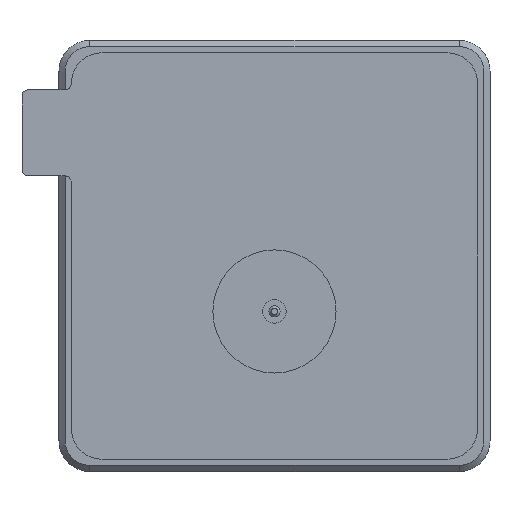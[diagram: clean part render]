
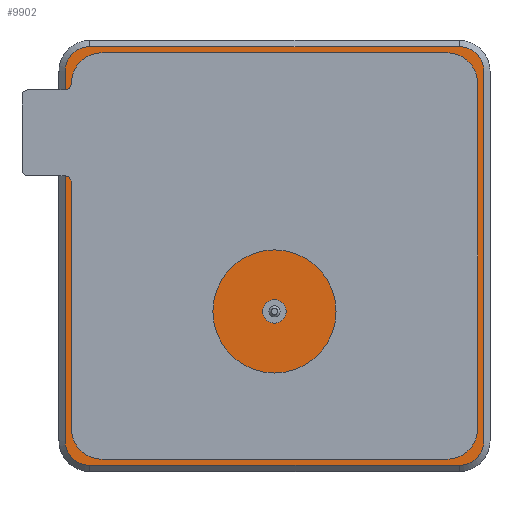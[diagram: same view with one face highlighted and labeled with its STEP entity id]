
A CAD part, front view. The second image highlights one B-rep face of the part: STEP entity #9902.
In plain terms, the highlighted planar face has unit normal (0, -1, 0).
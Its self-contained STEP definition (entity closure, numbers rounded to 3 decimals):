
#67 = DIRECTION ( 'NONE',  ( 0., -1., 0. ) ) ;
#313 = DIRECTION ( 'NONE',  ( 0., 0., 1. ) ) ;
#399 = DIRECTION ( 'NONE',  ( 1., 0., 0. ) ) ;
#424 = CARTESIAN_POINT ( 'NONE',  ( 0., 0., -5.45 ) ) ;
#461 = LINE ( 'NONE', #14436, #13610 ) ;
#573 = LINE ( 'NONE', #2811, #13531 ) ;
#756 = AXIS2_PLACEMENT_3D ( 'NONE', #3657, #12332, #4878 ) ;
#1149 = CARTESIAN_POINT ( 'NONE',  ( 15., 0., -15. ) ) ;
#1380 = EDGE_CURVE ( 'NONE', #9833, #13564, #2172, .T. ) ;
#1427 = EDGE_CURVE ( 'NONE', #8102, #16040, #5062, .T. ) ;
#1525 = ORIENTED_EDGE ( 'NONE', *, *, #13505, .F. ) ;
#1805 = CARTESIAN_POINT ( 'NONE',  ( 0., 0., -4.5 ) ) ;
#1862 = CIRCLE ( 'NONE', #11881, 2. ) ;
#2172 = LINE ( 'NONE', #2618, #7609 ) ;
#2251 = CARTESIAN_POINT ( 'NONE',  ( 17., 0., -15. ) ) ;
#2296 = DIRECTION ( 'NONE',  ( -1., 0., 0. ) ) ;
#2497 = DIRECTION ( 'NONE',  ( 0., 0., -1. ) ) ;
#2618 = CARTESIAN_POINT ( 'NONE',  ( 17., 0., 15. ) ) ;
#2712 = EDGE_CURVE ( 'NONE', #16040, #15969, #13211, .T. ) ;
#2811 = CARTESIAN_POINT ( 'NONE',  ( 15., 0., -17. ) ) ;
#2918 = CARTESIAN_POINT ( 'NONE',  ( 17., 0., 15. ) ) ;
#2999 = EDGE_LOOP ( 'NONE', ( #15732, #1525 ) ) ;
#3628 = DIRECTION ( 'NONE',  ( 0., 0., -1. ) ) ;
#3657 = CARTESIAN_POINT ( 'NONE',  ( 15., 0., -15. ) ) ;
#3662 = CARTESIAN_POINT ( 'NONE',  ( -17., 0., 15. ) ) ;
#3880 = EDGE_CURVE ( 'NONE', #10278, #7569, #6100, .T. ) ;
#4010 = CIRCLE ( 'NONE', #10693, 0.95 ) ;
#4041 = EDGE_CURVE ( 'NONE', #14951, #8102, #1862, .T. ) ;
#4140 = ORIENTED_EDGE ( 'NONE', *, *, #4856, .T. ) ;
#4293 = VECTOR ( 'NONE', #11451, 1000. ) ;
#4645 = EDGE_CURVE ( 'NONE', #9075, #9833, #13242, .T. ) ;
#4771 = CARTESIAN_POINT ( 'NONE',  ( -15., 0., -15. ) ) ;
#4856 = EDGE_CURVE ( 'NONE', #13051, #14951, #461, .T. ) ;
#4878 = DIRECTION ( 'NONE',  ( 0., 0., -1. ) ) ;
#5062 = LINE ( 'NONE', #10336, #4293 ) ;
#5225 = ORIENTED_EDGE ( 'NONE', *, *, #1380, .T. ) ;
#5357 = ORIENTED_EDGE ( 'NONE', *, *, #4041, .T. ) ;
#5789 = CARTESIAN_POINT ( 'NONE',  ( -15., 0., 17. ) ) ;
#5985 = AXIS2_PLACEMENT_3D ( 'NONE', #12813, #9319, #11802 ) ;
#6100 = CIRCLE ( 'NONE', #15830, 0.95 ) ;
#6115 = EDGE_LOOP ( 'NONE', ( #10201, #7603, #6972, #5225, #14042, #4140, #5357, #13550 ) ) ;
#6239 = AXIS2_PLACEMENT_3D ( 'NONE', #1149, #9708, #9823 ) ;
#6785 = CARTESIAN_POINT ( 'NONE',  ( 15., 0., 17. ) ) ;
#6907 = CARTESIAN_POINT ( 'NONE',  ( 0., 0., -3.55 ) ) ;
#6972 = ORIENTED_EDGE ( 'NONE', *, *, #4645, .T. ) ;
#7336 = DIRECTION ( 'NONE',  ( 0., -1., 0. ) ) ;
#7569 = VERTEX_POINT ( 'NONE', #6907 ) ;
#7603 = ORIENTED_EDGE ( 'NONE', *, *, #9224, .T. ) ;
#7609 = VECTOR ( 'NONE', #313, 1000. ) ;
#8102 = VERTEX_POINT ( 'NONE', #3662 ) ;
#8363 = EDGE_CURVE ( 'NONE', #13564, #13051, #9542, .T. ) ;
#9075 = VERTEX_POINT ( 'NONE', #10907 ) ;
#9224 = EDGE_CURVE ( 'NONE', #15969, #9075, #573, .T. ) ;
#9319 = DIRECTION ( 'NONE',  ( 0., -1., 0. ) ) ;
#9542 = CIRCLE ( 'NONE', #5985, 2. ) ;
#9708 = DIRECTION ( 'NONE',  ( 0., -1., 0. ) ) ;
#9823 = DIRECTION ( 'NONE',  ( 0., 0., -1. ) ) ;
#9833 = VERTEX_POINT ( 'NONE', #2251 ) ;
#9902 = ADVANCED_FACE ( 'NONE', ( #15374, #12071 ), #12383, .T. ) ;
#10201 = ORIENTED_EDGE ( 'NONE', *, *, #2712, .T. ) ;
#10263 = CARTESIAN_POINT ( 'NONE',  ( -15., 0., 15. ) ) ;
#10278 = VERTEX_POINT ( 'NONE', #424 ) ;
#10336 = CARTESIAN_POINT ( 'NONE',  ( -17., 0., -15. ) ) ;
#10472 = DIRECTION ( 'NONE',  ( 0., 0., -1. ) ) ;
#10634 = AXIS2_PLACEMENT_3D ( 'NONE', #4771, #7336, #2497 ) ;
#10693 = AXIS2_PLACEMENT_3D ( 'NONE', #1805, #15304, #10472 ) ;
#10907 = CARTESIAN_POINT ( 'NONE',  ( 15., 0., -17. ) ) ;
#11267 = DIRECTION ( 'NONE',  ( 0., 0., -1. ) ) ;
#11451 = DIRECTION ( 'NONE',  ( 0., 0., -1. ) ) ;
#11617 = CARTESIAN_POINT ( 'NONE',  ( -15., 0., -17. ) ) ;
#11802 = DIRECTION ( 'NONE',  ( 0., 0., -1. ) ) ;
#11881 = AXIS2_PLACEMENT_3D ( 'NONE', #10263, #13804, #11267 ) ;
#12071 = FACE_OUTER_BOUND ( 'NONE', #6115, .T. ) ;
#12332 = DIRECTION ( 'NONE',  ( 0., -1., 0. ) ) ;
#12383 = PLANE ( 'NONE',  #756 ) ;
#12813 = CARTESIAN_POINT ( 'NONE',  ( 15., 0., 15. ) ) ;
#13051 = VERTEX_POINT ( 'NONE', #6785 ) ;
#13211 = CIRCLE ( 'NONE', #10634, 2. ) ;
#13242 = CIRCLE ( 'NONE', #6239, 2. ) ;
#13505 = EDGE_CURVE ( 'NONE', #7569, #10278, #4010, .T. ) ;
#13531 = VECTOR ( 'NONE', #399, 1000. ) ;
#13550 = ORIENTED_EDGE ( 'NONE', *, *, #1427, .T. ) ;
#13564 = VERTEX_POINT ( 'NONE', #2918 ) ;
#13610 = VECTOR ( 'NONE', #2296, 1000. ) ;
#13804 = DIRECTION ( 'NONE',  ( 0., -1., 0. ) ) ;
#14005 = CARTESIAN_POINT ( 'NONE',  ( -17., 0., -15. ) ) ;
#14042 = ORIENTED_EDGE ( 'NONE', *, *, #8363, .T. ) ;
#14436 = CARTESIAN_POINT ( 'NONE',  ( -15., 0., 17. ) ) ;
#14951 = VERTEX_POINT ( 'NONE', #5789 ) ;
#15304 = DIRECTION ( 'NONE',  ( 0., -1., 0. ) ) ;
#15374 = FACE_BOUND ( 'NONE', #2999, .T. ) ;
#15732 = ORIENTED_EDGE ( 'NONE', *, *, #3880, .F. ) ;
#15830 = AXIS2_PLACEMENT_3D ( 'NONE', #16062, #67, #3628 ) ;
#15969 = VERTEX_POINT ( 'NONE', #11617 ) ;
#16040 = VERTEX_POINT ( 'NONE', #14005 ) ;
#16062 = CARTESIAN_POINT ( 'NONE',  ( 0., 0., -4.5 ) ) ;
